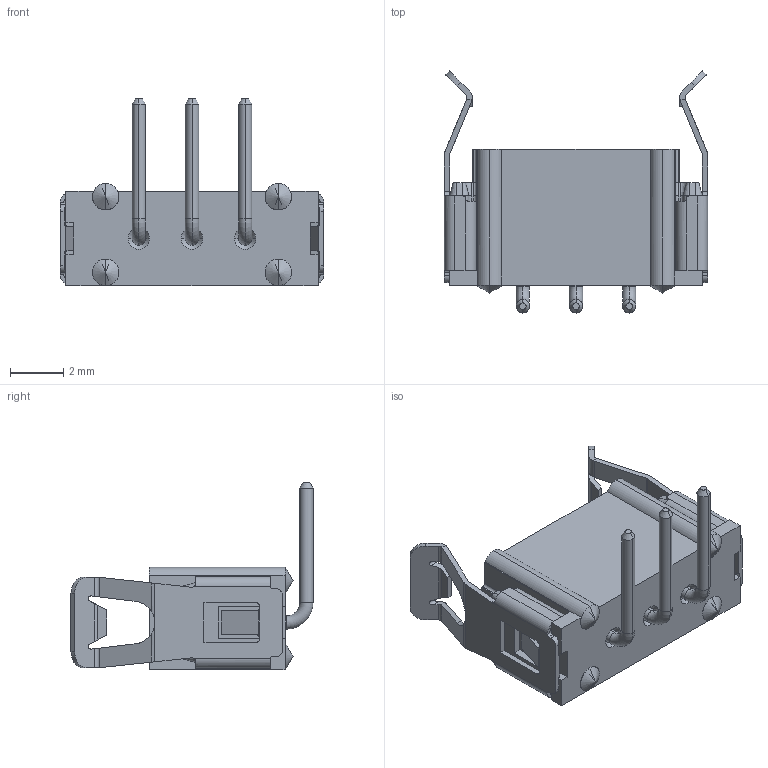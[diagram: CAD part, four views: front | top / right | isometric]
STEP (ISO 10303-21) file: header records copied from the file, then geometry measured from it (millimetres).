
FILE_DESCRIPTION((''),'2;1');
FILE_NAME('M80-8760322_ASM','2011-09-06T',('wbourne'),(''),'PRO/ENGINEER BY PARAMETRIC TECHNOLOGY CORPORATION, 2010280','PRO/ENGINEER BY PARAMETRIC TECHNOLOGY CORPORATION, 2010280','');
FILE_SCHEMA(('CONFIG_CONTROL_DESIGN','SHAPE_APPEARANCE_LAYERS_GROUPS'));
Length unit declared in the file: millimetre
Products named in the file (5): M80-1000398; M80-878-PIN; M80-8780322_ASM; M80-001XXXX; M80-8760322_ASM
Assembly tree (7 placements, depth 3):
  M80-8760322_ASM
    M80-8780322_ASM
      M80-1000398
      M80-878-PIN  x3
    M80-001XXXX  x2
Bounding box: 9.9 x 9.1 x 7.05 mm (x, y, z)
Volume: 123.2 mm3; surface area: 457.3 mm2
Topology: 6 solids, 6 shells, 407 faces, 1056 edges, 656 vertices
Faces by surface type: plane 217, cylinder 126, cone 46, bspline 12, torus 6
Entity records: 10342 total; most frequent: CARTESIAN_POINT 1823, ORIENTED_EDGE 1342, DIRECTION 1311, PRESENTATION_STYLE_ASSIGNMENT 674, STYLED_ITEM 674, CURVE_STYLE 671, EDGE_CURVE 671, VECTOR 455
